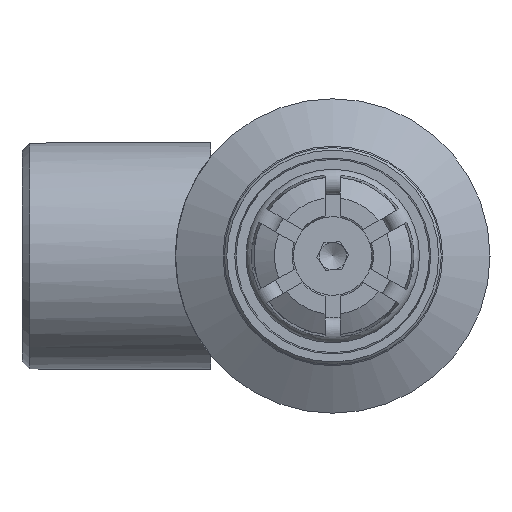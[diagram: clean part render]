
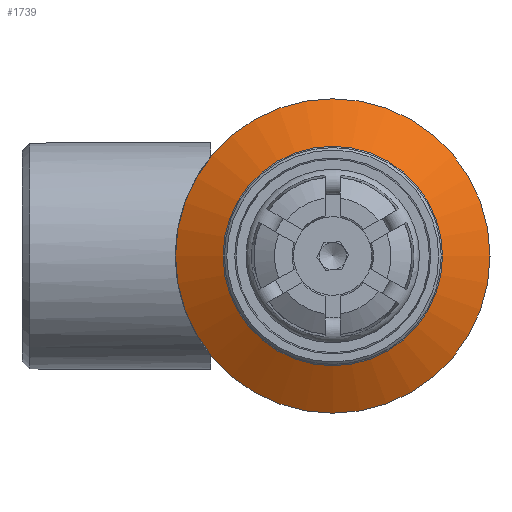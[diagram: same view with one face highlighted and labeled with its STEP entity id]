
A CAD part, left-side view. The second image highlights one B-rep face of the part: STEP entity #1739.
In plain terms, the highlighted conical face has half-angle 60 degrees and reference radius 13.411 mm.
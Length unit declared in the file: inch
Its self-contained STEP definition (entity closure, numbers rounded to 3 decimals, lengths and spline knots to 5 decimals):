
#171=FACE_OUTER_BOUND('',#268,.T.);
#268=EDGE_LOOP('',(#1158,#1159,#1160,#1161,#1162,#1163,#1164));
#381=LINE('',#2611,#477);
#477=VECTOR('',#2130,0.528);
#559=CIRCLE('',#1870,0.625);
#560=CIRCLE('',#1871,0.625);
#561=CIRCLE('',#1872,0.436);
#562=CIRCLE('',#1873,0.436);
#563=CIRCLE('',#1874,0.436);
#670=VERTEX_POINT('',#2606);
#671=VERTEX_POINT('',#2607);
#672=VERTEX_POINT('',#2610);
#673=VERTEX_POINT('',#2612);
#674=VERTEX_POINT('',#2614);
#858=EDGE_CURVE('',#670,#671,#559,.T.);
#859=EDGE_CURVE('',#671,#670,#560,.T.);
#860=EDGE_CURVE('',#671,#672,#381,.T.);
#861=EDGE_CURVE('',#673,#672,#561,.T.);
#862=EDGE_CURVE('',#674,#673,#562,.T.);
#863=EDGE_CURVE('',#672,#674,#563,.T.);
#1158=ORIENTED_EDGE('',*,*,#858,.F.);
#1159=ORIENTED_EDGE('',*,*,#859,.F.);
#1160=ORIENTED_EDGE('',*,*,#860,.T.);
#1161=ORIENTED_EDGE('',*,*,#861,.F.);
#1162=ORIENTED_EDGE('',*,*,#862,.F.);
#1163=ORIENTED_EDGE('',*,*,#863,.F.);
#1164=ORIENTED_EDGE('',*,*,#860,.F.);
#1598=CONICAL_SURFACE('',#1869,0.528,1.047);
#1739=ADVANCED_FACE('',(#171),#1598,.T.);
#1869=AXIS2_PLACEMENT_3D('',#2605,#2124,#2125);
#1870=AXIS2_PLACEMENT_3D('',#2608,#2126,#2127);
#1871=AXIS2_PLACEMENT_3D('',#2609,#2128,#2129);
#1872=AXIS2_PLACEMENT_3D('',#2613,#2131,#2132);
#1873=AXIS2_PLACEMENT_3D('',#2615,#2133,#2134);
#1874=AXIS2_PLACEMENT_3D('',#2616,#2135,#2136);
#2124=DIRECTION('center_axis',(1.,0.,0.));
#2125=DIRECTION('ref_axis',(0.,1.,0.));
#2126=DIRECTION('center_axis',(1.,0.,0.));
#2127=DIRECTION('ref_axis',(0.,1.,0.));
#2128=DIRECTION('center_axis',(1.,0.,0.));
#2129=DIRECTION('ref_axis',(0.,1.,0.));
#2130=DIRECTION('',(-0.5,0.866,0.));
#2131=DIRECTION('center_axis',(-1.,0.,0.));
#2132=DIRECTION('ref_axis',(0.,-1.,0.));
#2133=DIRECTION('center_axis',(-1.,0.,0.));
#2134=DIRECTION('ref_axis',(0.,-1.,0.));
#2135=DIRECTION('center_axis',(-1.,0.,0.));
#2136=DIRECTION('ref_axis',(0.,-1.,0.));
#2605=CARTESIAN_POINT('Origin',(-1.449,0.,
0.));
#2606=CARTESIAN_POINT('',(-1.39299,0.625,0.));
#2607=CARTESIAN_POINT('',(-1.39299,-0.625,0.));
#2608=CARTESIAN_POINT('Origin',(-1.39299,0.,
0.));
#2609=CARTESIAN_POINT('Origin',(-1.39299,0.,
0.));
#2610=CARTESIAN_POINT('',(-1.50211,-0.436,0.));
#2611=CARTESIAN_POINT('',(-1.449,-0.528,0.));
#2612=CARTESIAN_POINT('',(-1.50211,0.436,0.));
#2613=CARTESIAN_POINT('Origin',(-1.50211,0.,
0.));
#2614=CARTESIAN_POINT('',(-1.50211,0.,0.436));
#2615=CARTESIAN_POINT('Origin',(-1.50211,0.,
0.));
#2616=CARTESIAN_POINT('Origin',(-1.50211,0.,
0.));
